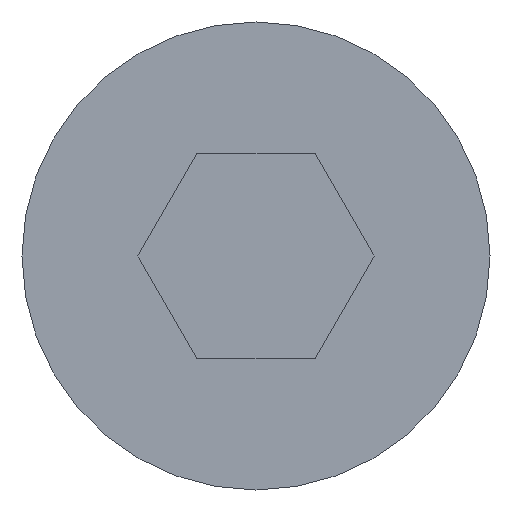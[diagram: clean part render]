
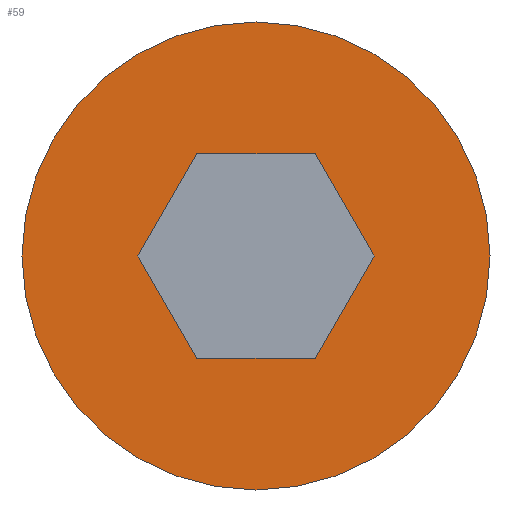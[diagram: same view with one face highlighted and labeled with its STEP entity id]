
A CAD part, left-side view. The second image highlights one B-rep face of the part: STEP entity #59.
In plain terms, the highlighted planar face has unit normal (-1, 0, 0).
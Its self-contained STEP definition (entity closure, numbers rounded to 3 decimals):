
#8 = CARTESIAN_POINT ( 'NONE',  ( 0., 1.767, 0. ) ) ;
#21 = EDGE_LOOP ( 'NONE', ( #182, #149, #312, #100, #252, #335 ) ) ;
#23 = CARTESIAN_POINT ( 'NONE',  ( 0., 0.883, -1.53 ) ) ;
#39 = AXIS2_PLACEMENT_3D ( 'NONE', #368, #47, #361 ) ;
#42 = AXIS2_PLACEMENT_3D ( 'NONE', #261, #412, #406 ) ;
#47 = DIRECTION ( 'NONE',  ( 1., 0., 0. ) ) ;
#50 = DIRECTION ( 'NONE',  ( 0., -1., 0. ) ) ;
#54 = FACE_OUTER_BOUND ( 'NONE', #350, .T. ) ;
#55 = VERTEX_POINT ( 'NONE', #80 ) ;
#57 = CARTESIAN_POINT ( 'NONE',  ( 0., -1.767, 0. ) ) ;
#59 = ADVANCED_FACE ( 'NONE', ( #407, #54 ), #87, .F. ) ;
#64 = CARTESIAN_POINT ( 'NONE',  ( 0., 0.883, 1.53 ) ) ;
#70 = CARTESIAN_POINT ( 'NONE',  ( 0., 1.767, 0. ) ) ;
#74 = VECTOR ( 'NONE', #132, 1000. ) ;
#80 = CARTESIAN_POINT ( 'NONE',  ( 0., 0., 3.5 ) ) ;
#87 = PLANE ( 'NONE',  #39 ) ;
#90 = LINE ( 'NONE', #57, #74 ) ;
#100 = ORIENTED_EDGE ( 'NONE', *, *, #304, .F. ) ;
#103 = DIRECTION ( 'NONE',  ( 0., 0., -1. ) ) ;
#107 = VERTEX_POINT ( 'NONE', #334 ) ;
#116 = EDGE_CURVE ( 'NONE', #346, #156, #152, .T. ) ;
#132 = DIRECTION ( 'NONE',  ( 0., 0.5, 0.866 ) ) ;
#135 = EDGE_CURVE ( 'NONE', #427, #240, #251, .T. ) ;
#136 = ORIENTED_EDGE ( 'NONE', *, *, #399, .F. ) ;
#147 = VECTOR ( 'NONE', #50, 1000. ) ;
#149 = ORIENTED_EDGE ( 'NONE', *, *, #382, .F. ) ;
#152 = LINE ( 'NONE', #23, #147 ) ;
#154 = DIRECTION ( 'NONE',  ( 0., -0.5, 0.866 ) ) ;
#156 = VERTEX_POINT ( 'NONE', #453 ) ;
#163 = CARTESIAN_POINT ( 'NONE',  ( 0., 0.883, -1.53 ) ) ;
#166 = DIRECTION ( 'NONE',  ( 0., 0.5, -0.866 ) ) ;
#171 = CARTESIAN_POINT ( 'NONE',  ( 0., 0.883, 1.53 ) ) ;
#175 = VERTEX_POINT ( 'NONE', #293 ) ;
#182 = ORIENTED_EDGE ( 'NONE', *, *, #337, .F. ) ;
#193 = CARTESIAN_POINT ( 'NONE',  ( 0., -0.883, 1.53 ) ) ;
#229 = LINE ( 'NONE', #64, #405 ) ;
#240 = VERTEX_POINT ( 'NONE', #171 ) ;
#251 = LINE ( 'NONE', #193, #416 ) ;
#252 = ORIENTED_EDGE ( 'NONE', *, *, #276, .F. ) ;
#261 = CARTESIAN_POINT ( 'NONE',  ( 0., 0., 0. ) ) ;
#263 = VERTEX_POINT ( 'NONE', #70 ) ;
#273 = AXIS2_PLACEMENT_3D ( 'NONE', #373, #461, #103 ) ;
#276 = EDGE_CURVE ( 'NONE', #240, #263, #229, .T. ) ;
#293 = CARTESIAN_POINT ( 'NONE',  ( 0., 0., -3.5 ) ) ;
#304 = EDGE_CURVE ( 'NONE', #263, #346, #316, .T. ) ;
#312 = ORIENTED_EDGE ( 'NONE', *, *, #116, .F. ) ;
#316 = LINE ( 'NONE', #8, #375 ) ;
#332 = DIRECTION ( 'NONE',  ( 0., 1., 0. ) ) ;
#334 = CARTESIAN_POINT ( 'NONE',  ( 0., -1.767, 0. ) ) ;
#335 = ORIENTED_EDGE ( 'NONE', *, *, #135, .F. ) ;
#337 = EDGE_CURVE ( 'NONE', #107, #427, #90, .T. ) ;
#346 = VERTEX_POINT ( 'NONE', #163 ) ;
#350 = EDGE_LOOP ( 'NONE', ( #136, #450 ) ) ;
#352 = VECTOR ( 'NONE', #154, 1000. ) ;
#359 = DIRECTION ( 'NONE',  ( 0., -0.5, -0.866 ) ) ;
#361 = DIRECTION ( 'NONE',  ( 0., 0., -1. ) ) ;
#368 = CARTESIAN_POINT ( 'NONE',  ( 0., 0., 0. ) ) ;
#373 = CARTESIAN_POINT ( 'NONE',  ( 0., 0., 0. ) ) ;
#375 = VECTOR ( 'NONE', #359, 1000. ) ;
#378 = CARTESIAN_POINT ( 'NONE',  ( 0., -0.883, -1.53 ) ) ;
#382 = EDGE_CURVE ( 'NONE', #156, #107, #408, .T. ) ;
#399 = EDGE_CURVE ( 'NONE', #55, #175, #458, .T. ) ;
#405 = VECTOR ( 'NONE', #166, 1000. ) ;
#406 = DIRECTION ( 'NONE',  ( 0., 0., -1. ) ) ;
#407 = FACE_BOUND ( 'NONE', #21, .T. ) ;
#408 = LINE ( 'NONE', #378, #352 ) ;
#412 = DIRECTION ( 'NONE',  ( 1., 0., 0. ) ) ;
#416 = VECTOR ( 'NONE', #332, 1000. ) ;
#417 = CIRCLE ( 'NONE', #273, 3.5 ) ;
#421 = EDGE_CURVE ( 'NONE', #175, #55, #417, .T. ) ;
#427 = VERTEX_POINT ( 'NONE', #429 ) ;
#429 = CARTESIAN_POINT ( 'NONE',  ( 0., -0.883, 1.53 ) ) ;
#450 = ORIENTED_EDGE ( 'NONE', *, *, #421, .F. ) ;
#453 = CARTESIAN_POINT ( 'NONE',  ( 0., -0.883, -1.53 ) ) ;
#458 = CIRCLE ( 'NONE', #42, 3.5 ) ;
#461 = DIRECTION ( 'NONE',  ( 1., 0., 0. ) ) ;
